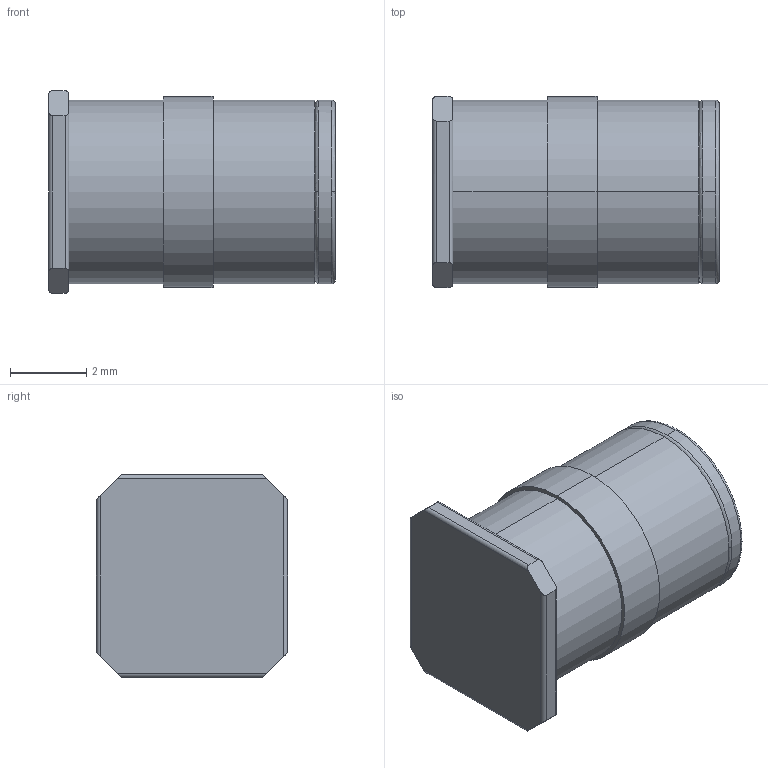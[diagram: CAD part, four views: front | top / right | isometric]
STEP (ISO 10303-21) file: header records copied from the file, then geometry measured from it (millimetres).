
FILE_DESCRIPTION (( 'STEP AP214' ), '1' );
FILE_NAME ('2038-15-SM-RPLF.STEP', '2023-08-04T07:46:36', ( 'USER' ), ( '' ), 'SwSTEP 2.0', 'SolidWorks 2016', '' );
FILE_SCHEMA (( 'AUTOMOTIVE_DESIGN' ));
Length unit declared in the file: millimetre
Products named in the file (6): 2; 5; 4; 3; 1; 2038-15-SM-RPLF
Assembly tree (5 placements, depth 2):
  2038-15-SM-RPLF
    1
    3
    4
    5
    2
Bounding box: 7.5 x 5 x 5.3 mm (x, y, z)
Volume: 139 mm3; surface area: 310.6 mm2
Topology: 5 solids, 5 shells, 43 faces, 98 edges, 66 vertices
Faces by surface type: cylinder 20, plane 19, bspline 4
Entity records: 2078 total; most frequent: CARTESIAN_POINT 427, DIRECTION 205, ORIENTED_EDGE 196, EDGE_CURVE 98, AXIS2_PLACEMENT_3D 80, VERTEX_POINT 66, UNCERTAINTY_MEASURE_WITH_UNIT 59, FILL_AREA_STYLE_COLOUR 53
